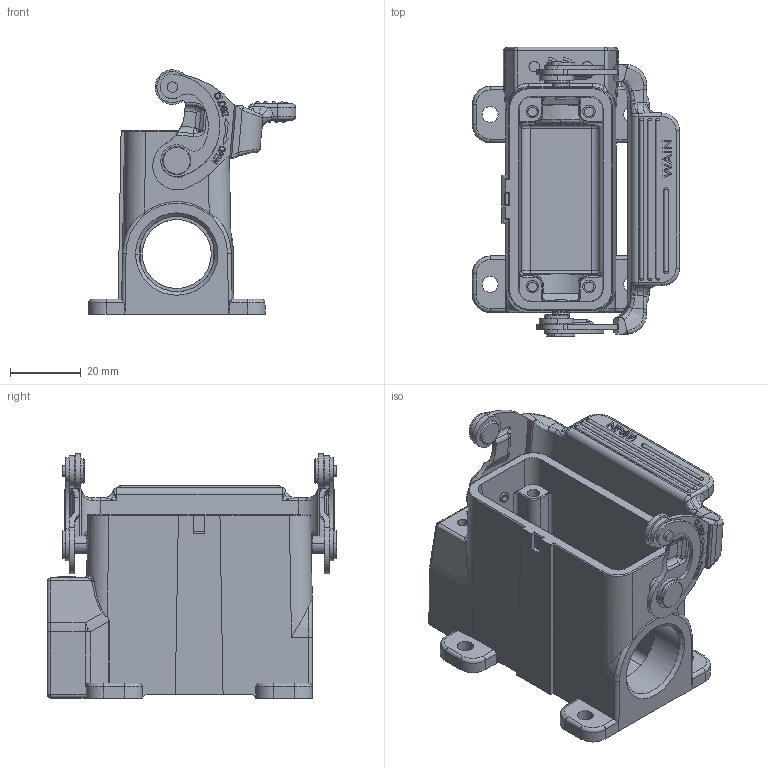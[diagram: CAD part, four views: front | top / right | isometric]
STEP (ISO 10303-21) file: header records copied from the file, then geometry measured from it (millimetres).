
FILE_DESCRIPTION((''),'2;1');
FILE_NAME('PRT0019','2024-01-19T',('11539'),(''),'PRO/ENGINEER BY PARAMETRIC TECHNOLOGY CORPORATION, 2012480','PRO/ENGINEER BY PARAMETRIC TECHNOLOGY CORPORATION, 2012480','');
FILE_SCHEMA(('CONFIG_CONTROL_DESIGN'));
Length unit declared in the file: millimetre
Products named in the file (1): PRT0019
Bounding box: 58.61 x 81.95 x 69.1 mm (x, y, z)
Volume: 58839.3 mm3; surface area: 31373.3 mm2
Topology: 1 solids, 14 shells, 1139 faces, 3052 edges, 1988 vertices
Faces by surface type: plane 468, cylinder 278, extrusion 214, bspline 90, torus 37, sphere 28, cone 24
Entity records: 42595 total; most frequent: CARTESIAN_POINT 15661, ORIENTED_EDGE 6040, DIRECTION 4673, EDGE_CURVE 3020, VERTEX_POINT 1988, VECTOR 1741, LINE 1527, AXIS2_PLACEMENT_3D 1466
